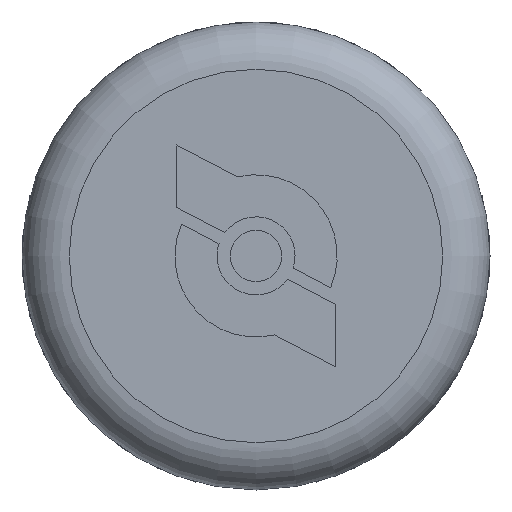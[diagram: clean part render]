
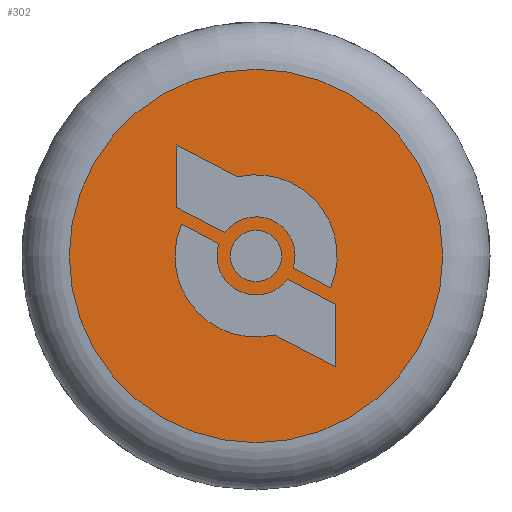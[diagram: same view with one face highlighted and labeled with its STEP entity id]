
A CAD part, front view. The second image highlights one B-rep face of the part: STEP entity #302.
In plain terms, the highlighted planar face has unit normal (0, -1, 0).
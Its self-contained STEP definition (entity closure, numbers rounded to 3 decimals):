
#302 = ADVANCED_FACE( '', ( #651, #652, #653, #654 ), #655, .F. );
#651 = FACE_BOUND( '', #1057, .T. );
#652 = FACE_BOUND( '', #1058, .T. );
#653 = FACE_OUTER_BOUND( '', #1059, .T. );
#654 = FACE_BOUND( '', #1060, .T. );
#655 = PLANE( '', #1061 );
#1057 = EDGE_LOOP( '', ( #1830 ) );
#1058 = EDGE_LOOP( '', ( #1831, #1832, #1833, #1834, #1835, #1836 ) );
#1059 = EDGE_LOOP( '', ( #1837 ) );
#1060 = EDGE_LOOP( '', ( #1838, #1839, #1840, #1841, #1842, #1843 ) );
#1061 = AXIS2_PLACEMENT_3D( '', #1844, #1845, #1846 );
#1830 = ORIENTED_EDGE( '', *, *, #2618, .T. );
#1831 = ORIENTED_EDGE( '', *, *, #2619, .T. );
#1832 = ORIENTED_EDGE( '', *, *, #2620, .F. );
#1833 = ORIENTED_EDGE( '', *, *, #2621, .T. );
#1834 = ORIENTED_EDGE( '', *, *, #2622, .T. );
#1835 = ORIENTED_EDGE( '', *, *, #2347, .T. );
#1836 = ORIENTED_EDGE( '', *, *, #2592, .T. );
#1837 = ORIENTED_EDGE( '', *, *, #2352, .T. );
#1838 = ORIENTED_EDGE( '', *, *, #2623, .T. );
#1839 = ORIENTED_EDGE( '', *, *, #2624, .T. );
#1840 = ORIENTED_EDGE( '', *, *, #2625, .T. );
#1841 = ORIENTED_EDGE( '', *, *, #2552, .F. );
#1842 = ORIENTED_EDGE( '', *, *, #2442, .T. );
#1843 = ORIENTED_EDGE( '', *, *, #2598, .T. );
#1844 = CARTESIAN_POINT( '', ( 15.8, 0., 0. ) );
#1845 = DIRECTION( '', ( 0., 1., 0. ) );
#1846 = DIRECTION( '', ( 0., 0., 1. ) );
#2347 = EDGE_CURVE( '', #2783, #2784, #2785, .T. );
#2352 = EDGE_CURVE( '', #2791, #2791, #2792, .T. );
#2442 = EDGE_CURVE( '', #2948, #2949, #2950, .T. );
#2552 = EDGE_CURVE( '', #2948, #3120, #3121, .T. );
#2592 = EDGE_CURVE( '', #2784, #3177, #3178, .T. );
#2598 = EDGE_CURVE( '', #2949, #3184, #3185, .T. );
#2618 = EDGE_CURVE( '', #3215, #3215, #3216, .T. );
#2619 = EDGE_CURVE( '', #3177, #3217, #3218, .T. );
#2620 = EDGE_CURVE( '', #3219, #3217, #3220, .F. );
#2621 = EDGE_CURVE( '', #3219, #3221, #3222, .T. );
#2622 = EDGE_CURVE( '', #3221, #2783, #3223, .F. );
#2623 = EDGE_CURVE( '', #3184, #3224, #3225, .T. );
#2624 = EDGE_CURVE( '', #3224, #3226, #3227, .T. );
#2625 = EDGE_CURVE( '', #3226, #3120, #3228, .T. );
#2783 = VERTEX_POINT( '', #3447 );
#2784 = VERTEX_POINT( '', #3448 );
#2785 = LINE( '', #3449, #3450 );
#2791 = VERTEX_POINT( '', #3458 );
#2792 = CIRCLE( '', #3459, 15.8 );
#2948 = VERTEX_POINT( '', #3770 );
#2949 = VERTEX_POINT( '', #3771 );
#2950 = LINE( '', #3772, #3773 );
#3120 = VERTEX_POINT( '', #4081 );
#3121 = CIRCLE( '', #4082, 3.3 );
#3177 = VERTEX_POINT( '', #4166 );
#3178 = LINE( '', #4167, #4168 );
#3184 = VERTEX_POINT( '', #4177 );
#3185 = LINE( '', #4178, #4179 );
#3215 = VERTEX_POINT( '', #4222 );
#3216 = CIRCLE( '', #4223, 2.178 );
#3217 = VERTEX_POINT( '', #4224 );
#3218 = LINE( '', #4225, #4226 );
#3219 = VERTEX_POINT( '', #4227 );
#3220 = CIRCLE( '', #4228, 6.864 );
#3221 = VERTEX_POINT( '', #4229 );
#3222 = LINE( '', #4230, #4231 );
#3223 = CIRCLE( '', #4232, 3.3 );
#3224 = VERTEX_POINT( '', #4233 );
#3225 = LINE( '', #4234, #4235 );
#3226 = VERTEX_POINT( '', #4236 );
#3227 = CIRCLE( '', #4237, 6.864 );
#3228 = LINE( '', #4238, #4239 );
#3447 = CARTESIAN_POINT( '', ( -2.636, 0., 1.99 ) );
#3448 = CARTESIAN_POINT( '', ( -6.728, 0., 4.113 ) );
#3449 = CARTESIAN_POINT( '', ( -2.636, 0., 1.99 ) );
#3450 = VECTOR( '', #4436, 1000. );
#3458 = CARTESIAN_POINT( '', ( 0., 0., -15.8 ) );
#3459 = AXIS2_PLACEMENT_3D( '', #4442, #4443, #4444 );
#3770 = CARTESIAN_POINT( '', ( 2.655, 0., -1.959 ) );
#3771 = CARTESIAN_POINT( '', ( 6.736, 0., -4.093 ) );
#3772 = CARTESIAN_POINT( '', ( 2.655, 0., -1.959 ) );
#3773 = VECTOR( '', #4526, 1000. );
#4081 = CARTESIAN_POINT( '', ( -3.131, 0., 1.044 ) );
#4082 = AXIS2_PLACEMENT_3D( '', #4646, #4647, #4648 );
#4166 = CARTESIAN_POINT( '', ( -6.728, 0., 9.393 ) );
#4167 = CARTESIAN_POINT( '', ( -6.728, 0., 4.113 ) );
#4168 = VECTOR( '', #4692, 1000. );
#4177 = CARTESIAN_POINT( '', ( 6.736, 0., -9.373 ) );
#4178 = CARTESIAN_POINT( '', ( 6.736, 0., -4.093 ) );
#4179 = VECTOR( '', #4696, 1000. );
#4222 = CARTESIAN_POINT( '', ( 2.182, 0., 0.01 ) );
#4223 = AXIS2_PLACEMENT_3D( '', #4722, #4723, #4724 );
#4224 = CARTESIAN_POINT( '', ( -1.547, 0., 6.698 ) );
#4225 = CARTESIAN_POINT( '', ( -6.728, 0., 9.393 ) );
#4226 = VECTOR( '', #4725, 1000. );
#4227 = CARTESIAN_POINT( '', ( 6.318, 0., -2.685 ) );
#4228 = AXIS2_PLACEMENT_3D( '', #4726, #4727, #4728 );
#4229 = CARTESIAN_POINT( '', ( 3.139, 0., -1.024 ) );
#4230 = CARTESIAN_POINT( '', ( 6.318, 0., -2.685 ) );
#4231 = VECTOR( '', #4729, 1000. );
#4232 = AXIS2_PLACEMENT_3D( '', #4730, #4731, #4732 );
#4233 = CARTESIAN_POINT( '', ( 1.566, 0., -6.678 ) );
#4234 = CARTESIAN_POINT( '', ( 6.736, 0., -9.373 ) );
#4235 = VECTOR( '', #4733, 1000. );
#4236 = CARTESIAN_POINT( '', ( -6.31, 0., 2.705 ) );
#4237 = AXIS2_PLACEMENT_3D( '', #4734, #4735, #4736 );
#4238 = CARTESIAN_POINT( '', ( -6.31, 0., 2.705 ) );
#4239 = VECTOR( '', #4737, 1000. );
#4436 = DIRECTION( '', ( -0.888, 0., 0.461 ) );
#4442 = CARTESIAN_POINT( '', ( 0., 0., 0. ) );
#4443 = DIRECTION( '', ( 0., -1., 0. ) );
#4444 = DIRECTION( '', ( 0., 0., -1. ) );
#4526 = DIRECTION( '', ( 0.886, 0., -0.463 ) );
#4646 = CARTESIAN_POINT( '', ( 0., 0., 0. ) );
#4647 = DIRECTION( '', ( 0., 1., 0. ) );
#4648 = DIRECTION( '', ( 1., 0., 0. ) );
#4692 = DIRECTION( '', ( 0., 0., 1. ) );
#4696 = DIRECTION( '', ( 0., 0., -1. ) );
#4722 = CARTESIAN_POINT( '', ( 0.004, 0., 0.01 ) );
#4723 = DIRECTION( '', ( 0., 1., 0. ) );
#4724 = DIRECTION( '', ( 1., 0., 0. ) );
#4725 = DIRECTION( '', ( 0.887, 0., -0.461 ) );
#4726 = CARTESIAN_POINT( '', ( 0.006, 0., 0.012 ) );
#4727 = DIRECTION( '', ( 0., 1., 0. ) );
#4728 = DIRECTION( '', ( 0., 0., 1. ) );
#4729 = DIRECTION( '', ( -0.886, 0., 0.463 ) );
#4730 = CARTESIAN_POINT( '', ( 0.006, 0., 0.013 ) );
#4731 = DIRECTION( '', ( 0., 1., 0. ) );
#4732 = DIRECTION( '', ( 0., 0., 1. ) );
#4733 = DIRECTION( '', ( -0.887, 0., 0.462 ) );
#4734 = CARTESIAN_POINT( '', ( 0.001, 0., 0.005 ) );
#4735 = DIRECTION( '', ( 0., 1., 0. ) );
#4736 = DIRECTION( '', ( 1., 0., 0. ) );
#4737 = DIRECTION( '', ( 0.886, 0., -0.463 ) );
